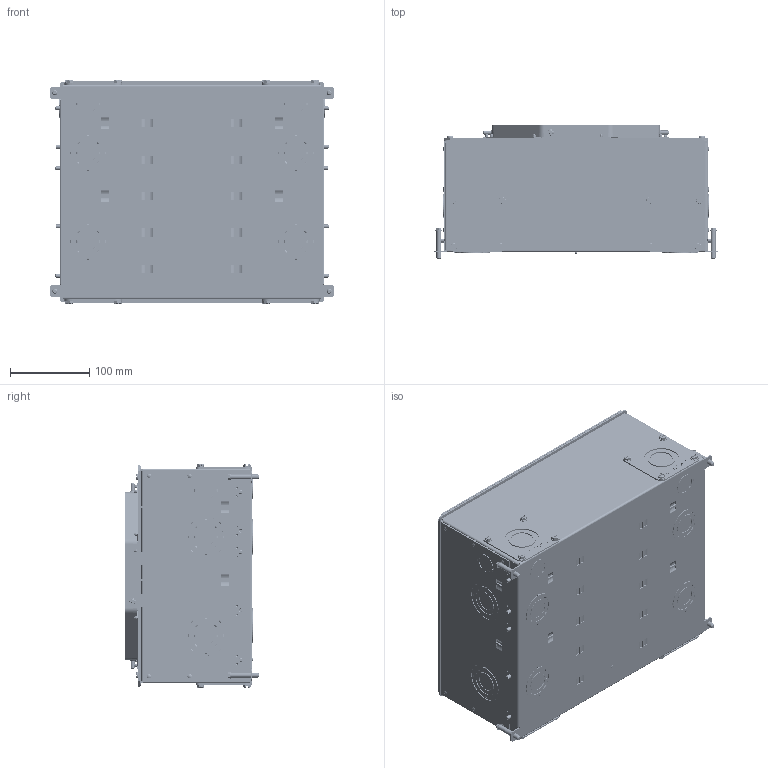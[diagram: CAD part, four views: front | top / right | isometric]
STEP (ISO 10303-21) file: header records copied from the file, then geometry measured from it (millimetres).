
FILE_DESCRIPTION(/* description */ (''),/* implementation_level */ '2;1');
FILE_NAME(/* name */ 'CFB10G55R(CR)E.stp',/* time_stamp */ '2023-10-17T14:42:40-04:00',/* author */ ('adiakomis'),/* organization */ (''),/* preprocessor_version */ 'ST-DEVELOPER v18.1',/* originating_system */ 'AutoCAD Mechanical',/* authorisation */ '');
FILE_SCHEMA (('AUTOMOTIVE_DESIGN { 1 0 10303 214 3 1 1 }'));
Products named in the file (2): Product; M-14133_Shrinkwrap_1
Assembly tree (1 placements, depth 2):
  Product
    M-14133_Shrinkwrap_1
Bounding box: 359.16 x 168.22 x 281.61 mm (x, y, z)
Volume: 13667459.1 mm3; surface area: 444233.5 mm2
Topology: 4 solids, 301 shells, 8307 faces, 22394 edges, 14843 vertices
Faces by surface type: plane 4885, bspline 1756, cylinder 1362, cone 173, sphere 108, torus 23
Full cylindrical faces by diameter (mm): 2.54 x40, 3.175 x9, 3.302 x4, 3.327 x9, 3.404 x9, 3.505 x1, 4.067 x3, 4.826 x10, 5.08 x4, 5.174 x5, 5.182 x4, 5.258 x9, 6.35 x13, 7.137 x3, 7.874 x4, 7.976 x4, 8.433 x6, 8.509 x4, 10.516 x16, 28.169 x8, 34.925 x8, 44.044 x8, 62.992 x4
Entity records: 275482 total; most frequent: CARTESIAN_POINT 78316, ORIENTED_EDGE 44694, DIRECTION 33937, EDGE_CURVE 22347, VERTEX_POINT 14843, LINE 14411, VECTOR 14411, AXIS2_PLACEMENT_3D 9763
